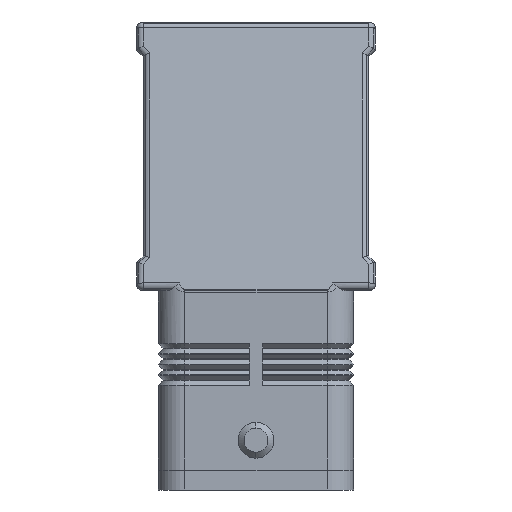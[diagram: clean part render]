
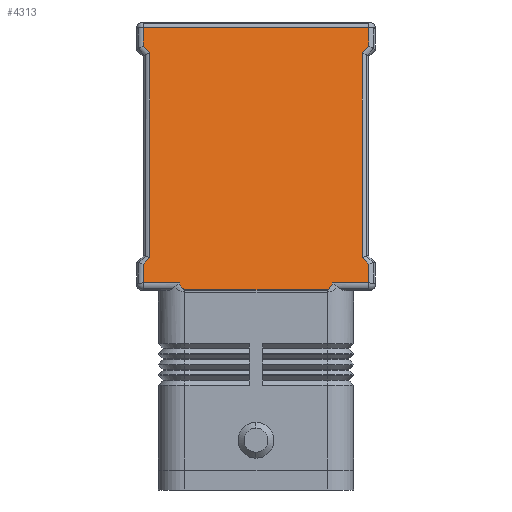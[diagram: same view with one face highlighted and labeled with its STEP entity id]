
A CAD part, left-side view. The second image highlights one B-rep face of the part: STEP entity #4313.
In plain terms, the highlighted planar face has unit normal (-0.982, 0, 0.188).
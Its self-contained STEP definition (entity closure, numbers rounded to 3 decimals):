
#317=CARTESIAN_POINT('',(-39.523,-17.0,31.188));
#318=VERTEX_POINT('',#317);
#326=CARTESIAN_POINT('',(-39.523,-11.554,31.188));
#327=VERTEX_POINT('',#326);
#328=CARTESIAN_POINT('',(-39.523,-17.0,31.188));
#329=DIRECTION('',(0.0,1.0,0.0));
#330=VECTOR('',#329,5.446);
#331=LINE('',#328,#330);
#332=EDGE_CURVE('',#318,#327,#331,.T.);
#486=CARTESIAN_POINT('',(-39.523,11.554,31.188));
#487=VERTEX_POINT('',#486);
#501=CARTESIAN_POINT('',(-39.523,17.0,31.188));
#502=VERTEX_POINT('',#501);
#503=CARTESIAN_POINT('',(-39.523,11.554,31.188));
#504=DIRECTION('',(0.0,1.0,0.0));
#505=VECTOR('',#504,5.446);
#506=LINE('',#503,#505);
#507=EDGE_CURVE('',#487,#502,#506,.T.);
#1032=CARTESIAN_POINT('',(-32.155,17.0,69.688));
#1033=VERTEX_POINT('',#1032);
#1041=CARTESIAN_POINT('',(-32.155,-17.0,69.688));
#1042=VERTEX_POINT('',#1041);
#1043=CARTESIAN_POINT('',(-32.155,17.0,69.688));
#1044=DIRECTION('',(0.0,-1.0,0.0));
#1045=VECTOR('',#1044,34.0);
#1046=LINE('',#1043,#1045);
#1047=EDGE_CURVE('',#1033,#1042,#1046,.T.);
#1795=CARTESIAN_POINT('',(-39.714,-10.7,30.186));
#1796=VERTEX_POINT('',#1795);
#1804=CARTESIAN_POINT('',(-39.714,10.7,30.186));
#1805=VERTEX_POINT('',#1804);
#1806=CARTESIAN_POINT('',(-39.714,-10.7,30.186));
#1807=DIRECTION('',(0.0,1.0,0.0));
#1808=VECTOR('',#1807,21.4);
#1809=LINE('',#1806,#1808);
#1810=EDGE_CURVE('',#1796,#1805,#1809,.T.);
#4008=CARTESIAN_POINT('',(-37.714,-10.7,40.638));
#4009=DIRECTION('',(0.982,0.0,-0.188));
#4010=DIRECTION('',(-0.188,0.0,-0.982));
#4011=AXIS2_PLACEMENT_3D('',#4008,#4009,#4010);
#4012=ELLIPSE('',#4011,10.641,2.0);
#4013=EDGE_CURVE('',#327,#1796,#4012,.T.);
#4214=CARTESIAN_POINT('',(-37.714,10.7,40.638));
#4215=DIRECTION('',(0.982,0.0,-0.188));
#4216=DIRECTION('',(-0.188,0.0,-0.982));
#4217=AXIS2_PLACEMENT_3D('',#4214,#4215,#4216);
#4218=ELLIPSE('',#4217,10.641,2.0);
#4219=EDGE_CURVE('',#1805,#487,#4218,.T.);
#4224=CARTESIAN_POINT('',(-32.0,0.0,70.5));
#4225=DIRECTION('',(-0.982,0.0,0.188));
#4226=DIRECTION('',(0.188,0.0,0.982));
#4227=AXIS2_PLACEMENT_3D('',#4224,#4225,#4226);
#4228=PLANE('',#4227);
#4229=ORIENTED_EDGE('',*,*,#507,.F.);
#4230=ORIENTED_EDGE('',*,*,#4219,.F.);
#4231=ORIENTED_EDGE('',*,*,#1810,.F.);
#4232=ORIENTED_EDGE('',*,*,#4013,.F.);
#4233=ORIENTED_EDGE('',*,*,#332,.F.);
#4234=CARTESIAN_POINT('',(-38.98,-17.0,34.024));
#4235=VERTEX_POINT('',#4234);
#4236=CARTESIAN_POINT('',(-38.98,-17.0,34.024));
#4237=DIRECTION('',(-0.188,0.0,-0.982));
#4238=VECTOR('',#4237,2.887);
#4239=LINE('',#4236,#4238);
#4240=EDGE_CURVE('',#4235,#318,#4239,.T.);
#4241=ORIENTED_EDGE('',*,*,#4240,.F.);
#4242=CARTESIAN_POINT('',(-38.789,-16.,35.024));
#4243=VERTEX_POINT('',#4242);
#4244=CARTESIAN_POINT('',(-38.789,-16.,35.024));
#4245=DIRECTION('',(-0.134,-0.701,-0.701));
#4246=VECTOR('',#4245,1.427);
#4247=LINE('',#4244,#4246);
#4248=EDGE_CURVE('',#4243,#4235,#4247,.T.);
#4249=ORIENTED_EDGE('',*,*,#4248,.F.);
#4250=CARTESIAN_POINT('',(-32.889,-16.,65.852));
#4251=VERTEX_POINT('',#4250);
#4252=CARTESIAN_POINT('',(-32.889,-16.,65.852));
#4253=DIRECTION('',(-0.188,0.0,-0.982));
#4254=VECTOR('',#4253,31.388);
#4255=LINE('',#4252,#4254);
#4256=EDGE_CURVE('',#4251,#4243,#4255,.T.);
#4257=ORIENTED_EDGE('',*,*,#4256,.F.);
#4258=CARTESIAN_POINT('',(-32.698,-17.0,66.852));
#4259=VERTEX_POINT('',#4258);
#4260=CARTESIAN_POINT('',(-32.698,-17.0,66.852));
#4261=DIRECTION('',(-0.134,0.701,-0.701));
#4262=VECTOR('',#4261,1.427);
#4263=LINE('',#4260,#4262);
#4264=EDGE_CURVE('',#4259,#4251,#4263,.T.);
#4265=ORIENTED_EDGE('',*,*,#4264,.F.);
#4266=CARTESIAN_POINT('',(-32.155,-17.0,69.688));
#4267=DIRECTION('',(-0.188,0.0,-0.982));
#4268=VECTOR('',#4267,2.887);
#4269=LINE('',#4266,#4268);
#4270=EDGE_CURVE('',#1042,#4259,#4269,.T.);
#4271=ORIENTED_EDGE('',*,*,#4270,.F.);
#4272=ORIENTED_EDGE('',*,*,#1047,.F.);
#4273=CARTESIAN_POINT('',(-32.698,17.0,66.852));
#4274=VERTEX_POINT('',#4273);
#4275=CARTESIAN_POINT('',(-32.698,17.0,66.852));
#4276=DIRECTION('',(0.188,0.0,0.982));
#4277=VECTOR('',#4276,2.887);
#4278=LINE('',#4275,#4277);
#4279=EDGE_CURVE('',#4274,#1033,#4278,.T.);
#4280=ORIENTED_EDGE('',*,*,#4279,.F.);
#4281=CARTESIAN_POINT('',(-32.889,16.,65.852));
#4282=VERTEX_POINT('',#4281);
#4283=CARTESIAN_POINT('',(-32.889,16.,65.852));
#4284=DIRECTION('',(0.134,0.701,0.701));
#4285=VECTOR('',#4284,1.427);
#4286=LINE('',#4283,#4285);
#4287=EDGE_CURVE('',#4282,#4274,#4286,.T.);
#4288=ORIENTED_EDGE('',*,*,#4287,.F.);
#4289=CARTESIAN_POINT('',(-38.789,16.,35.024));
#4290=VERTEX_POINT('',#4289);
#4291=CARTESIAN_POINT('',(-38.789,16.,35.024));
#4292=DIRECTION('',(0.188,0.0,0.982));
#4293=VECTOR('',#4292,31.388);
#4294=LINE('',#4291,#4293);
#4295=EDGE_CURVE('',#4290,#4282,#4294,.T.);
#4296=ORIENTED_EDGE('',*,*,#4295,.F.);
#4297=CARTESIAN_POINT('',(-38.98,17.,34.024));
#4298=VERTEX_POINT('',#4297);
#4299=CARTESIAN_POINT('',(-38.98,17.,34.024));
#4300=DIRECTION('',(0.134,-0.701,0.701));
#4301=VECTOR('',#4300,1.427);
#4302=LINE('',#4299,#4301);
#4303=EDGE_CURVE('',#4298,#4290,#4302,.T.);
#4304=ORIENTED_EDGE('',*,*,#4303,.F.);
#4305=CARTESIAN_POINT('',(-39.523,17.0,31.188));
#4306=DIRECTION('',(0.188,0.,0.982));
#4307=VECTOR('',#4306,2.887);
#4308=LINE('',#4305,#4307);
#4309=EDGE_CURVE('',#502,#4298,#4308,.T.);
#4310=ORIENTED_EDGE('',*,*,#4309,.F.);
#4311=EDGE_LOOP('',(#4229,#4230,#4231,#4232,#4233,#4241,#4249,#4257,#4265,#4271,#4272,#4280,#4288,#4296,#4304,#4310));
#4312=FACE_OUTER_BOUND('',#4311,.T.);
#4313=ADVANCED_FACE('',(#4312),#4228,.T.);
